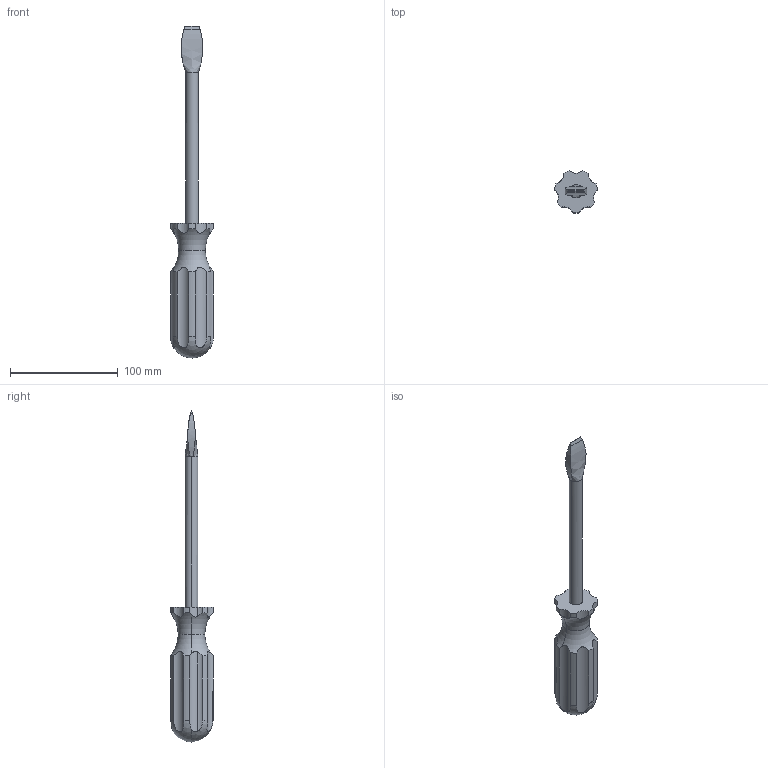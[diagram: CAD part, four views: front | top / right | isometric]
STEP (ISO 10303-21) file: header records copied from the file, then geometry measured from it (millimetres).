
FILE_DESCRIPTION (( 'STEP AP203' ), '1' );
FILE_NAME ('screwdriver.STEP', '2012-09-16T23:13:00', ( '' ), ( '' ), 'SwSTEP 2.0', 'SolidWorks 2011', '' );
FILE_SCHEMA (( 'CONFIG_CONTROL_DESIGN' ));
Length unit declared in the file: millimetre
Products named in the file (1): screwdriver
Bounding box: 39.87 x 39.08 x 308 mm (x, y, z)
Volume: 133864.4 mm3; surface area: 23335.3 mm2
Topology: 1 solids, 1 shells, 50 faces, 138 edges, 90 vertices
Faces by surface type: cylinder 34, plane 6, torus 4, bspline 4, sphere 2
Entity records: 2387 total; most frequent: CARTESIAN_POINT 1082, ORIENTED_EDGE 272, DIRECTION 244, EDGE_CURVE 136, AXIS2_PLACEMENT_3D 99, VERTEX_POINT 89, CIRCLE 52, EDGE_LOOP 51
